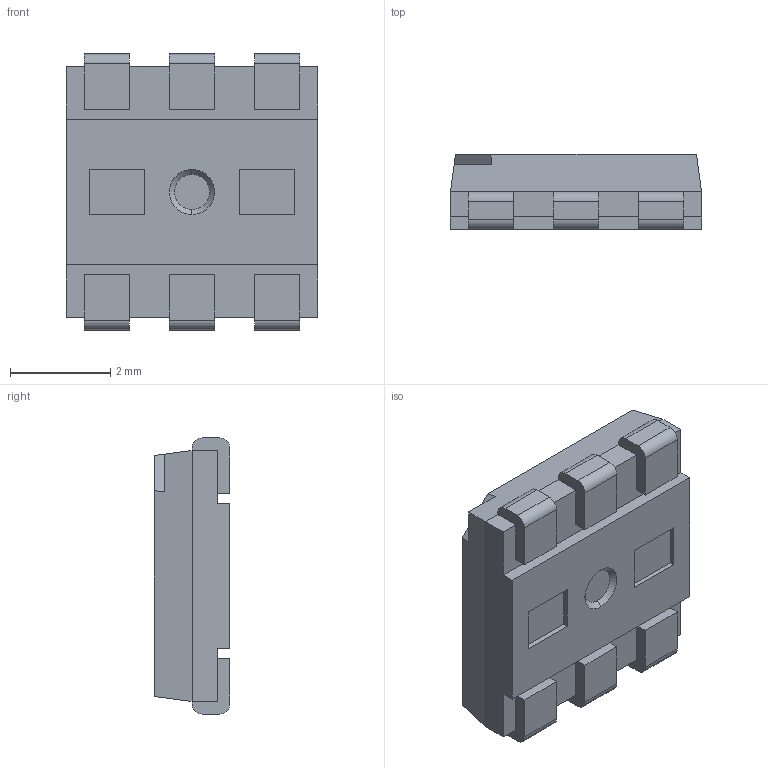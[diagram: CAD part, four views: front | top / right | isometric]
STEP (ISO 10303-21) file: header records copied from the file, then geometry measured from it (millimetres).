
FILE_DESCRIPTION (( 'STEP AP214' ), '1' );
FILE_NAME ('IN-P55TATRGB.STEP', '2020-07-19T18:13:50', ( '' ), ( '' ), 'SwSTEP 2.0', 'SolidWorks 2017', '' );
FILE_SCHEMA (( 'AUTOMOTIVE_DESIGN' ));
Length unit declared in the file: millimetre
Products named in the file (1): IN-P55TATRGB
Bounding box: 5 x 1.5 x 5.5 mm (x, y, z)
Volume: 35.9 mm3; surface area: 138.8 mm2
Topology: 8 solids, 8 shells, 96 faces, 224 edges, 148 vertices
Faces by surface type: plane 78, cylinder 12, cone 6
Entity records: 2809 total; most frequent: CARTESIAN_POINT 469, DIRECTION 454, ORIENTED_EDGE 448, EDGE_CURVE 224, VECTOR 188, LINE 188, VERTEX_POINT 148, AXIS2_PLACEMENT_3D 133
